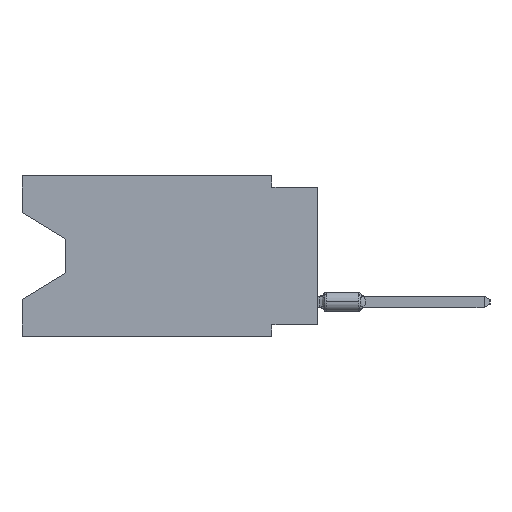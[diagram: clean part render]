
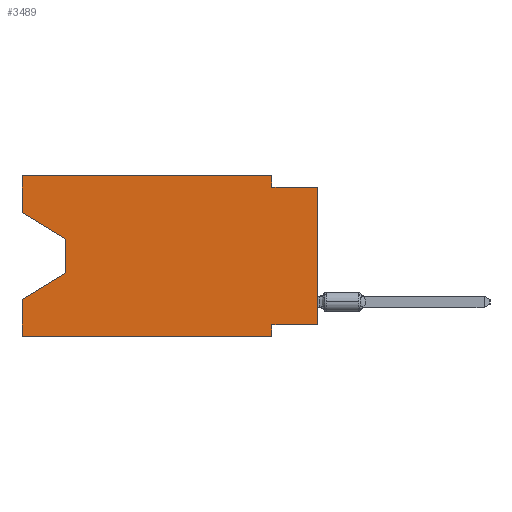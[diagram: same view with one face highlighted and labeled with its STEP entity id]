
A CAD part, left-side view. The second image highlights one B-rep face of the part: STEP entity #3489.
In plain terms, the highlighted planar face has unit normal (-1, 0, 0).
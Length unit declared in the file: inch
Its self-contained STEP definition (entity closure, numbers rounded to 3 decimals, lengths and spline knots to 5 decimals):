
#142 = DIRECTION ( 'NONE',  ( 0., 0., 1. ) ) ;
#653 = VERTEX_POINT ( 'NONE', #37301 ) ;
#1047 = CARTESIAN_POINT ( 'NONE',  ( 0., 0.1, -0.35 ) ) ;
#1059 = CARTESIAN_POINT ( 'NONE',  ( 0., 0., -0.025 ) ) ;
#1084 = VECTOR ( 'NONE', #8906, 39.37008 ) ;
#1551 = VECTOR ( 'NONE', #142, 39.37008 ) ;
#1737 = EDGE_CURVE ( 'NONE', #10866, #31935, #1898, .T. ) ;
#1898 = LINE ( 'NONE', #47306, #30070 ) ;
#2341 = VERTEX_POINT ( 'NONE', #23095 ) ;
#2675 = CARTESIAN_POINT ( 'NONE',  ( 0., 0.1, 0. ) ) ;
#3112 = ORIENTED_EDGE ( 'NONE', *, *, #1737, .T. ) ;
#3489 = ADVANCED_FACE ( 'NONE', ( #14275 ), #29376, .F. ) ;
#3693 = ORIENTED_EDGE ( 'NONE', *, *, #44594, .T. ) ;
#3873 = LINE ( 'NONE', #45070, #1551 ) ;
#3886 = CARTESIAN_POINT ( 'NONE',  ( 0., 0.55, -0.212 ) ) ;
#4236 = DIRECTION ( 'NONE',  ( 0., 0., -1. ) ) ;
#4458 = CARTESIAN_POINT ( 'NONE',  ( 0., 0.645, -0.08025 ) ) ;
#5413 = CARTESIAN_POINT ( 'NONE',  ( 0., 0.1, -0.35 ) ) ;
#5869 = DIRECTION ( 'NONE',  ( 0., 0., -1. ) ) ;
#5939 = VECTOR ( 'NONE', #41364, 39.37008 ) ;
#6575 = LINE ( 'NONE', #48020, #33732 ) ;
#6595 = CARTESIAN_POINT ( 'NONE',  ( 0., 0., -0.325 ) ) ;
#6847 = CARTESIAN_POINT ( 'NONE',  ( 0., 0.55, -0.138 ) ) ;
#7556 = EDGE_CURVE ( 'NONE', #21338, #32290, #23307, .T. ) ;
#7722 = DIRECTION ( 'NONE',  ( 1., 0., 0. ) ) ;
#8190 = DIRECTION ( 'NONE',  ( 0., -1., 0. ) ) ;
#8906 = DIRECTION ( 'NONE',  ( 0., -0.855, -0.519 ) ) ;
#9022 = ORIENTED_EDGE ( 'NONE', *, *, #18735, .T. ) ;
#9553 = VERTEX_POINT ( 'NONE', #41623 ) ;
#10202 = CARTESIAN_POINT ( 'NONE',  ( 0., 0.645, -0.08025 ) ) ;
#10323 = EDGE_CURVE ( 'NONE', #13977, #17384, #46188, .T. ) ;
#10480 = CARTESIAN_POINT ( 'NONE',  ( 0., 0.1, -0.025 ) ) ;
#10753 = CARTESIAN_POINT ( 'NONE',  ( 0., 0.645, -0.35 ) ) ;
#10866 = VERTEX_POINT ( 'NONE', #6847 ) ;
#11382 = EDGE_CURVE ( 'NONE', #9553, #2341, #37767, .T. ) ;
#11688 = DIRECTION ( 'NONE',  ( 0., 0., 1. ) ) ;
#11922 = LINE ( 'NONE', #35193, #18211 ) ;
#12740 = VECTOR ( 'NONE', #38175, 39.37008 ) ;
#13330 = VECTOR ( 'NONE', #15695, 39.37008 ) ;
#13977 = VERTEX_POINT ( 'NONE', #6595 ) ;
#14275 = FACE_OUTER_BOUND ( 'NONE', #22740, .T. ) ;
#15616 = ORIENTED_EDGE ( 'NONE', *, *, #10323, .T. ) ;
#15695 = DIRECTION ( 'NONE',  ( 0., 0., 1. ) ) ;
#15784 = VECTOR ( 'NONE', #23637, 39.37008 ) ;
#17384 = VERTEX_POINT ( 'NONE', #32047 ) ;
#17566 = VERTEX_POINT ( 'NONE', #10480 ) ;
#17943 = VECTOR ( 'NONE', #31330, 39.37008 ) ;
#18211 = VECTOR ( 'NONE', #8190, 39.37008 ) ;
#18735 = EDGE_CURVE ( 'NONE', #41474, #10866, #46608, .T. ) ;
#19355 = CARTESIAN_POINT ( 'NONE',  ( 0., 0.645, 0. ) ) ;
#19934 = EDGE_CURVE ( 'NONE', #2341, #17566, #21531, .T. ) ;
#20061 = LINE ( 'NONE', #31462, #12740 ) ;
#20119 = CARTESIAN_POINT ( 'NONE',  ( 0., 0., 0. ) ) ;
#21338 = VERTEX_POINT ( 'NONE', #10753 ) ;
#21450 = CARTESIAN_POINT ( 'NONE',  ( 0., 0.645, -0.26975 ) ) ;
#21531 = LINE ( 'NONE', #2675, #5939 ) ;
#22740 = EDGE_LOOP ( 'NONE', ( #9022, #3112, #47923, #26353, #3693, #32755, #40244, #15616, #37991, #28526, #32720, #28702 ) ) ;
#23095 = CARTESIAN_POINT ( 'NONE',  ( 0., 0.1, 0. ) ) ;
#23307 = LINE ( 'NONE', #19355, #48934 ) ;
#23637 = DIRECTION ( 'NONE',  ( 0., 0., -1. ) ) ;
#23887 = EDGE_CURVE ( 'NONE', #41474, #9553, #3873, .T. ) ;
#25891 = DIRECTION ( 'NONE',  ( 0., -1., 0. ) ) ;
#26353 = ORIENTED_EDGE ( 'NONE', *, *, #7556, .F. ) ;
#28526 = ORIENTED_EDGE ( 'NONE', *, *, #19934, .F. ) ;
#28702 = ORIENTED_EDGE ( 'NONE', *, *, #23887, .F. ) ;
#29313 = EDGE_CURVE ( 'NONE', #31935, #32290, #6575, .T. ) ;
#29376 = PLANE ( 'NONE',  #35224 ) ;
#29522 = EDGE_CURVE ( 'NONE', #17566, #17384, #35544, .T. ) ;
#30070 = VECTOR ( 'NONE', #5869, 39.37008 ) ;
#30845 = VECTOR ( 'NONE', #25891, 39.37008 ) ;
#31330 = DIRECTION ( 'NONE',  ( 0., -1., 0. ) ) ;
#31462 = CARTESIAN_POINT ( 'NONE',  ( 0., 0., -0.325 ) ) ;
#31935 = VERTEX_POINT ( 'NONE', #3886 ) ;
#32047 = CARTESIAN_POINT ( 'NONE',  ( 0., 0., -0.025 ) ) ;
#32290 = VERTEX_POINT ( 'NONE', #21450 ) ;
#32482 = EDGE_CURVE ( 'NONE', #653, #43492, #34320, .T. ) ;
#32720 = ORIENTED_EDGE ( 'NONE', *, *, #11382, .F. ) ;
#32755 = ORIENTED_EDGE ( 'NONE', *, *, #32482, .F. ) ;
#33732 = VECTOR ( 'NONE', #44301, 39.37008 ) ;
#34320 = LINE ( 'NONE', #1047, #15784 ) ;
#35193 = CARTESIAN_POINT ( 'NONE',  ( 0., 0.645, -0.35 ) ) ;
#35224 = AXIS2_PLACEMENT_3D ( 'NONE', #38203, #7722, #4236 ) ;
#35544 = LINE ( 'NONE', #1059, #17943 ) ;
#37301 = CARTESIAN_POINT ( 'NONE',  ( 0., 0.1, -0.325 ) ) ;
#37767 = LINE ( 'NONE', #41017, #30845 ) ;
#37991 = ORIENTED_EDGE ( 'NONE', *, *, #29522, .F. ) ;
#38175 = DIRECTION ( 'NONE',  ( 0., 1., 0. ) ) ;
#38203 = CARTESIAN_POINT ( 'NONE',  ( 0., 0.645, 0. ) ) ;
#40244 = ORIENTED_EDGE ( 'NONE', *, *, #47156, .F. ) ;
#41017 = CARTESIAN_POINT ( 'NONE',  ( 0., 0.645, 0. ) ) ;
#41364 = DIRECTION ( 'NONE',  ( 0., 0., -1. ) ) ;
#41474 = VERTEX_POINT ( 'NONE', #10202 ) ;
#41623 = CARTESIAN_POINT ( 'NONE',  ( 0., 0.645, 0. ) ) ;
#43492 = VERTEX_POINT ( 'NONE', #5413 ) ;
#44301 = DIRECTION ( 'NONE',  ( 0., 0.855, -0.519 ) ) ;
#44594 = EDGE_CURVE ( 'NONE', #21338, #43492, #11922, .T. ) ;
#45070 = CARTESIAN_POINT ( 'NONE',  ( 0., 0.645, 0. ) ) ;
#46188 = LINE ( 'NONE', #20119, #13330 ) ;
#46608 = LINE ( 'NONE', #4458, #1084 ) ;
#47156 = EDGE_CURVE ( 'NONE', #13977, #653, #20061, .T. ) ;
#47306 = CARTESIAN_POINT ( 'NONE',  ( 0., 0.55, -0.138 ) ) ;
#47923 = ORIENTED_EDGE ( 'NONE', *, *, #29313, .T. ) ;
#48020 = CARTESIAN_POINT ( 'NONE',  ( 0., 0.55, -0.212 ) ) ;
#48934 = VECTOR ( 'NONE', #11688, 39.37008 ) ;
